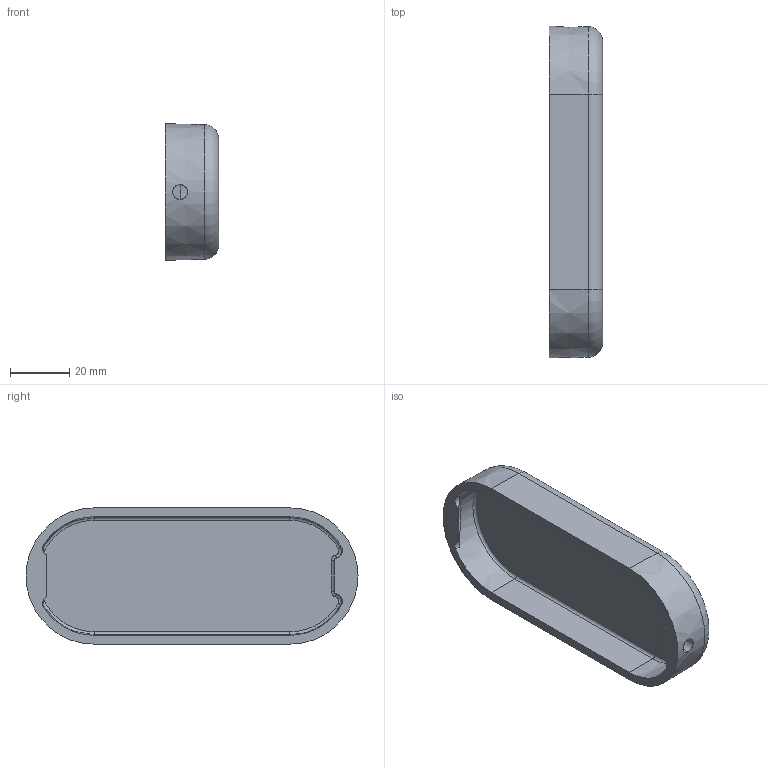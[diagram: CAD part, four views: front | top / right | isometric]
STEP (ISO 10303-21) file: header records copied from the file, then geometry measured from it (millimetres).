
FILE_DESCRIPTION (( 'STEP AP203' ), '1' );
FILE_NAME ('RM 551.STEP', '2023-07-27T06:34:04', ( '' ), ( '' ), 'SwSTEP 2.0', 'SolidWorks 2023', '' );
FILE_SCHEMA (( 'CONFIG_CONTROL_DESIGN' ));
Length unit declared in the file: millimetre
Products named in the file (1): RM 551
Bounding box: 18 x 112 x 46 mm (x, y, z)
Volume: 36753.7 mm3; surface area: 16798.4 mm2
Topology: 1 solids, 1 shells, 37 faces, 88 edges, 54 vertices
Faces by surface type: plane 10, bspline 10, cylinder 7, cone 5, torus 5
Entity records: 1543 total; most frequent: CARTESIAN_POINT 675, ORIENTED_EDGE 176, DIRECTION 149, EDGE_CURVE 88, AXIS2_PLACEMENT_3D 60, VERTEX_POINT 54, EDGE_LOOP 40, ADVANCED_FACE 37
